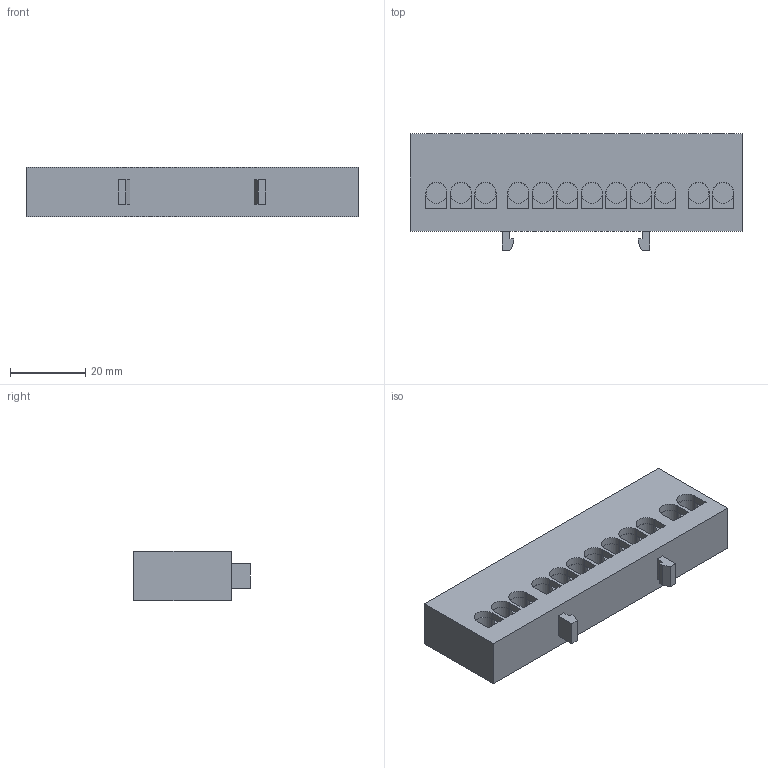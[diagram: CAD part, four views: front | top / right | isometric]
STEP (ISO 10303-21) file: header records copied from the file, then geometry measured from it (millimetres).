
FILE_DESCRIPTION (( 'STEP AP214' ), '1' );
FILE_NAME ('YNN10-69-12KD-K06 Øèíà PE çåìëÿ â êîðï èçîë íà DIN-ðåéêó ØÍÈ-6õ9-12-Ê-Ç ÈÝÊ.STEP', '2016-08-24T12:22:49', ( 'user' ), ( '' ), 'SwSTEP 2.0', 'SolidWorks 2014', '' );
FILE_SCHEMA (( 'AUTOMOTIVE_DESIGN' ));
Length unit declared in the file: millimetre
Products named in the file (1): YNN10-69-12KD-K06 Øèíà PE çåìëÿ â êîðï èçîë íà DIN-ðåéêó ØÍÈ-6õ9-12-Ê-Ç ÈÝÊ
Bounding box: 88 x 30.9 x 13 mm (x, y, z)
Volume: 23508.9 mm3; surface area: 12200.7 mm2
Topology: 1 solids, 1 shells, 154 faces, 342 edges, 228 vertices
Faces by surface type: plane 94, cylinder 60
Entity records: 4848 total; most frequent: DIRECTION 772, CARTESIAN_POINT 725, ORIENTED_EDGE 684, EDGE_CURVE 342, AXIS2_PLACEMENT_3D 275, VERTEX_POINT 228, VECTOR 222, LINE 222
